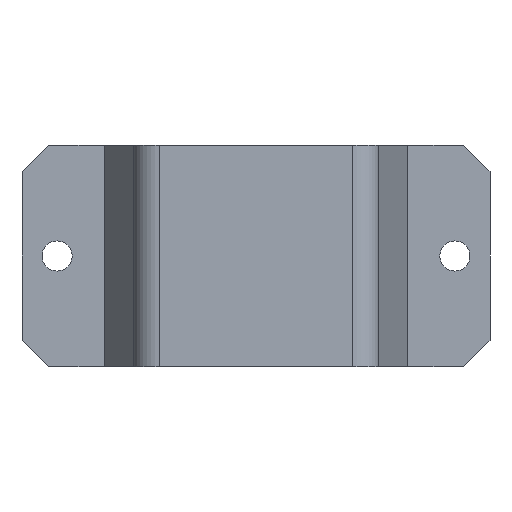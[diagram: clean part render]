
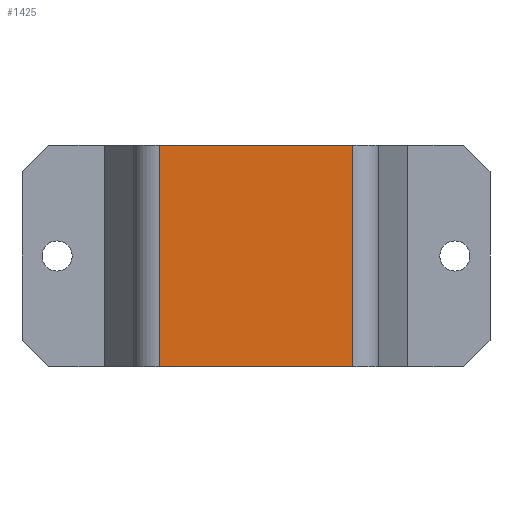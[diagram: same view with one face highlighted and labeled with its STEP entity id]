
A CAD part, front view. The second image highlights one B-rep face of the part: STEP entity #1425.
In plain terms, the highlighted planar face has unit normal (0, -1, 0).
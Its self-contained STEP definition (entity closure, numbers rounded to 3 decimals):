
#44 = VECTOR ( 'NONE', #1004, 1000. ) ;
#90 = EDGE_CURVE ( 'NONE', #1992, #1870, #2131, .T. ) ;
#275 = CARTESIAN_POINT ( 'NONE',  ( -10.894, -24., 12.5 ) ) ;
#332 = LINE ( 'NONE', #1689, #44 ) ;
#341 = EDGE_CURVE ( 'NONE', #1466, #1992, #332, .T. ) ;
#414 = PLANE ( 'NONE',  #1711 ) ;
#439 = ORIENTED_EDGE ( 'NONE', *, *, #720, .T. ) ;
#503 = DIRECTION ( 'NONE',  ( 0., 0., 1. ) ) ;
#527 = ORIENTED_EDGE ( 'NONE', *, *, #341, .T. ) ;
#634 = CARTESIAN_POINT ( 'NONE',  ( 10.894, -24., 12.5 ) ) ;
#657 = LINE ( 'NONE', #1488, #1206 ) ;
#666 = EDGE_CURVE ( 'NONE', #1466, #1847, #657, .T. ) ;
#669 = LINE ( 'NONE', #634, #1243 ) ;
#720 = EDGE_CURVE ( 'NONE', #1870, #1847, #669, .T. ) ;
#738 = DIRECTION ( 'NONE',  ( 1., 0., 0. ) ) ;
#966 = EDGE_LOOP ( 'NONE', ( #1175, #439, #1553, #527 ) ) ;
#1004 = DIRECTION ( 'NONE',  ( 0., 0., -1. ) ) ;
#1054 = FACE_OUTER_BOUND ( 'NONE', #966, .T. ) ;
#1086 = DIRECTION ( 'NONE',  ( 0., 0., 1. ) ) ;
#1175 = ORIENTED_EDGE ( 'NONE', *, *, #90, .T. ) ;
#1206 = VECTOR ( 'NONE', #1333, 1000. ) ;
#1243 = VECTOR ( 'NONE', #503, 1000. ) ;
#1333 = DIRECTION ( 'NONE',  ( 1., 0., 0. ) ) ;
#1425 = ADVANCED_FACE ( 'NONE', ( #1054 ), #414, .F. ) ;
#1466 = VERTEX_POINT ( 'NONE', #275 ) ;
#1483 = CARTESIAN_POINT ( 'NONE',  ( -10.894, -24., -12.5 ) ) ;
#1488 = CARTESIAN_POINT ( 'NONE',  ( 0., -24., 12.5 ) ) ;
#1553 = ORIENTED_EDGE ( 'NONE', *, *, #666, .F. ) ;
#1592 = CARTESIAN_POINT ( 'NONE',  ( 10.894, -24., 12.5 ) ) ;
#1606 = CARTESIAN_POINT ( 'NONE',  ( 0., -24., -12.5 ) ) ;
#1689 = CARTESIAN_POINT ( 'NONE',  ( -10.894, -24., 12.5 ) ) ;
#1711 = AXIS2_PLACEMENT_3D ( 'NONE', #1915, #1735, #1086 ) ;
#1735 = DIRECTION ( 'NONE',  ( 0., 1., 0. ) ) ;
#1847 = VERTEX_POINT ( 'NONE', #1592 ) ;
#1859 = VECTOR ( 'NONE', #738, 1000. ) ;
#1869 = CARTESIAN_POINT ( 'NONE',  ( 10.894, -24., -12.5 ) ) ;
#1870 = VERTEX_POINT ( 'NONE', #1869 ) ;
#1915 = CARTESIAN_POINT ( 'NONE',  ( 0., -24., 12.5 ) ) ;
#1992 = VERTEX_POINT ( 'NONE', #1483 ) ;
#2131 = LINE ( 'NONE', #1606, #1859 ) ;
